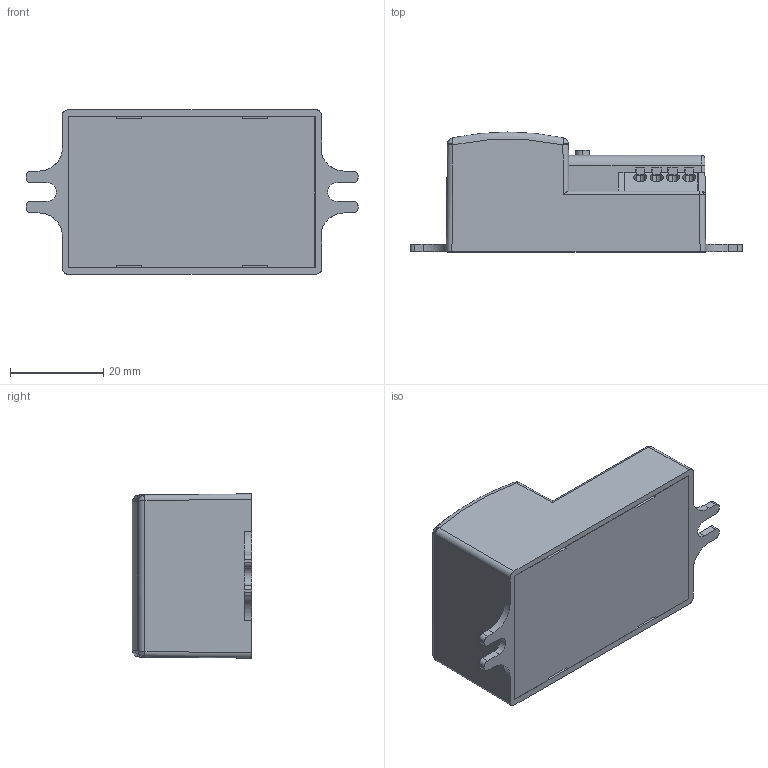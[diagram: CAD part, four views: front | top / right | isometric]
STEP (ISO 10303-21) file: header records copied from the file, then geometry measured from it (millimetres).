
FILE_DESCRIPTION (( 'STEP AP214' ), '1' );
FILE_NAME ('OCC58GRS45-2_3D.step', '2024-03-19T17:18:45', ( '' ), ( '' ), 'SwSTEP 2.0', 'SolidWorks 2022', '' );
FILE_SCHEMA (( 'AUTOMOTIVE_DESIGN' ));
Length unit declared in the file: millimetre
Products named in the file (18): cover^OCC58GRS45-2; 1^OCC58GRS45-2; dipsw1^OCC58GRS45-2; 4^OCC58GRS45-2; dipsw4^OCC58GRS45-2; dip sw^OCC58GRS45-2; base pl^OCC58GRS45-2; push button base^OCC58GRS45-2; dipsw2^OCC58GRS45-2; electronic2^OCC58GRS45-2; dipsw3^OCC58GRS45-2; electronic1^OCC58GRS45-2; O^OCC58GRS45-2; 2^OCC58GRS45-2; 3^OCC58GRS45-2; push button^OCC58GRS45-2; N^OCC58GRS45-2; OCC58GRS45-2_3D
Assembly tree (17 placements, depth 2):
  OCC58GRS45-2_3D
    base pl^OCC58GRS45-2
    cover^OCC58GRS45-2
    push button^OCC58GRS45-2
    push button base^OCC58GRS45-2
    dipsw4^OCC58GRS45-2
    dipsw3^OCC58GRS45-2
    dipsw2^OCC58GRS45-2
    dipsw1^OCC58GRS45-2
    dip sw^OCC58GRS45-2
    O^OCC58GRS45-2
    N^OCC58GRS45-2
    1^OCC58GRS45-2
    2^OCC58GRS45-2
    3^OCC58GRS45-2
    4^OCC58GRS45-2
    electronic1^OCC58GRS45-2
    electronic2^OCC58GRS45-2
Bounding box: 71.26 x 25.7 x 35.26 mm (x, y, z)
Volume: 15089.5 mm3; surface area: 19584.9 mm2
Topology: 17 solids, 17 shells, 827 faces, 2182 edges, 1438 vertices
Faces by surface type: plane 633, cylinder 95, bspline 95, cone 4
Entity records: 31636 total; most frequent: CARTESIAN_POINT 11173, ORIENTED_EDGE 4356, DIRECTION 3538, EDGE_CURVE 2178, VECTOR 1738, LINE 1738, VERTEX_POINT 1438, AXIS2_PLACEMENT_3D 900
